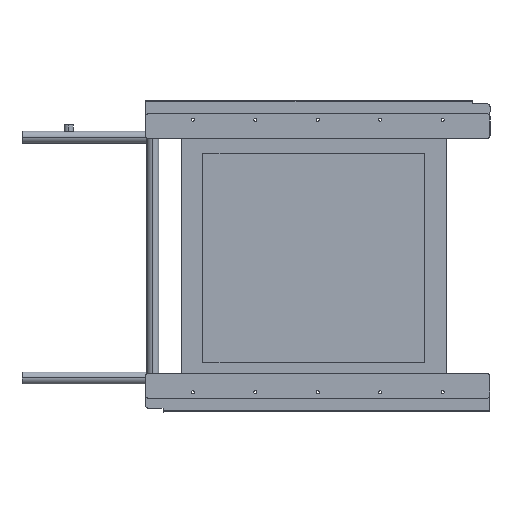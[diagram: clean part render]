
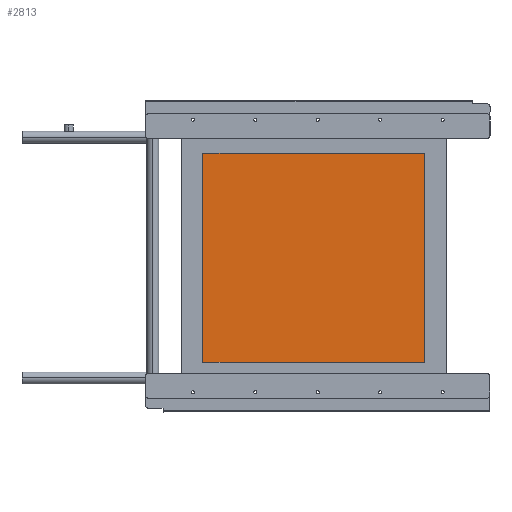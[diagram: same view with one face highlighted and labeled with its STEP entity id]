
A CAD part, left-side view. The second image highlights one B-rep face of the part: STEP entity #2813.
In plain terms, the highlighted face is planar.
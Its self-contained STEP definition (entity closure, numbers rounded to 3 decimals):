
#126 = AXIS2_PLACEMENT_3D ( 'NONE', #3924, #3162, #4246 ) ;
#129 = LINE ( 'NONE', #4351, #2437 ) ;
#340 = ORIENTED_EDGE ( 'NONE', *, *, #4547, .F. ) ;
#439 = EDGE_CURVE ( 'NONE', #1025, #2030, #889, .T. ) ;
#442 = VECTOR ( 'NONE', #2608, 1000. ) ;
#694 = EDGE_LOOP ( 'NONE', ( #4442, #1904, #340, #3556 ) ) ;
#783 = EDGE_CURVE ( 'NONE', #2874, #1025, #2188, .T. ) ;
#889 = LINE ( 'NONE', #4005, #442 ) ;
#904 = EDGE_CURVE ( 'NONE', #2030, #2897, #129, .T. ) ;
#1025 = VERTEX_POINT ( 'NONE', #2396 ) ;
#1093 = VECTOR ( 'NONE', #2595, 1000. ) ;
#1114 = CARTESIAN_POINT ( 'NONE',  ( 177.5, -167.5, 20. ) ) ;
#1192 = CARTESIAN_POINT ( 'NONE',  ( -177.5, 167.5, 20. ) ) ;
#1758 = DIRECTION ( 'NONE',  ( 0., -1., 0. ) ) ;
#1795 = PLANE ( 'NONE',  #126 ) ;
#1904 = ORIENTED_EDGE ( 'NONE', *, *, #783, .F. ) ;
#2030 = VERTEX_POINT ( 'NONE', #1114 ) ;
#2188 = LINE ( 'NONE', #3934, #3731 ) ;
#2396 = CARTESIAN_POINT ( 'NONE',  ( -177.5, -167.5, 20. ) ) ;
#2437 = VECTOR ( 'NONE', #2601, 1000. ) ;
#2544 = CARTESIAN_POINT ( 'NONE',  ( -177.5, 167.5, 20. ) ) ;
#2595 = DIRECTION ( 'NONE',  ( -1., 0., 0. ) ) ;
#2601 = DIRECTION ( 'NONE',  ( 0., 1., 0. ) ) ;
#2608 = DIRECTION ( 'NONE',  ( 1., 0., 0. ) ) ;
#2813 = ADVANCED_FACE ( 'Y�z4', ( #2895 ), #1795, .F. ) ;
#2826 = CARTESIAN_POINT ( 'NONE',  ( 177.5, 167.5, 20. ) ) ;
#2874 = VERTEX_POINT ( 'NONE', #2544 ) ;
#2895 = FACE_OUTER_BOUND ( 'NONE', #694, .T. ) ;
#2897 = VERTEX_POINT ( 'NONE', #2826 ) ;
#3162 = DIRECTION ( 'NONE',  ( 0., 0., 1. ) ) ;
#3556 = ORIENTED_EDGE ( 'NONE', *, *, #904, .F. ) ;
#3731 = VECTOR ( 'NONE', #1758, 1000. ) ;
#3924 = CARTESIAN_POINT ( 'NONE',  ( 0., 0., 20. ) ) ;
#3934 = CARTESIAN_POINT ( 'NONE',  ( -177.5, -167.5, 20. ) ) ;
#3969 = LINE ( 'NONE', #1192, #1093 ) ;
#4005 = CARTESIAN_POINT ( 'NONE',  ( 177.5, -167.5, 20. ) ) ;
#4246 = DIRECTION ( 'NONE',  ( -1., 0., 0. ) ) ;
#4351 = CARTESIAN_POINT ( 'NONE',  ( 177.5, 167.5, 20. ) ) ;
#4442 = ORIENTED_EDGE ( 'NONE', *, *, #439, .F. ) ;
#4547 = EDGE_CURVE ( 'NONE', #2897, #2874, #3969, .T. ) ;
